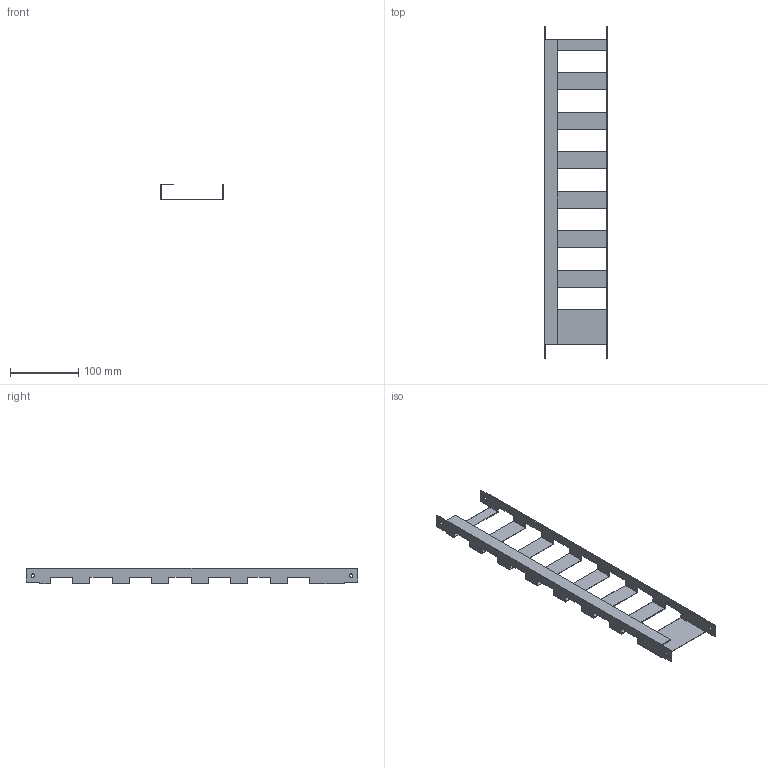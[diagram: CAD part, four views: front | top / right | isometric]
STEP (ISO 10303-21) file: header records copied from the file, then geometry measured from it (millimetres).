
FILE_DESCRIPTION (( 'STEP AP203' ), '1' );
FILE_NAME ('Warehouse Rack_Default_sldprt.STEP', '2023-10-19T05:35:20', ( '' ), ( '' ), 'SwSTEP 2.0', 'SolidWorks 2023', '' );
FILE_SCHEMA (( 'CONFIG_CONTROL_DESIGN' ));
Length unit declared in the file: millimetre
Products named in the file (1): Warehouse Rack_Default_sldprt
Bounding box: 92 x 488 x 23 mm (x, y, z)
Volume: 45096.6 mm3; surface area: 93615.2 mm2
Topology: 1 solids, 1 shells, 86 faces, 292 edges, 194 vertices
Faces by surface type: plane 70, cylinder 16
Entity records: 3253 total; most frequent: ORIENTED_EDGE 584, CARTESIAN_POINT 573, DIRECTION 498, EDGE_CURVE 292, VECTOR 260, LINE 260, VERTEX_POINT 194, AXIS2_PLACEMENT_3D 119
